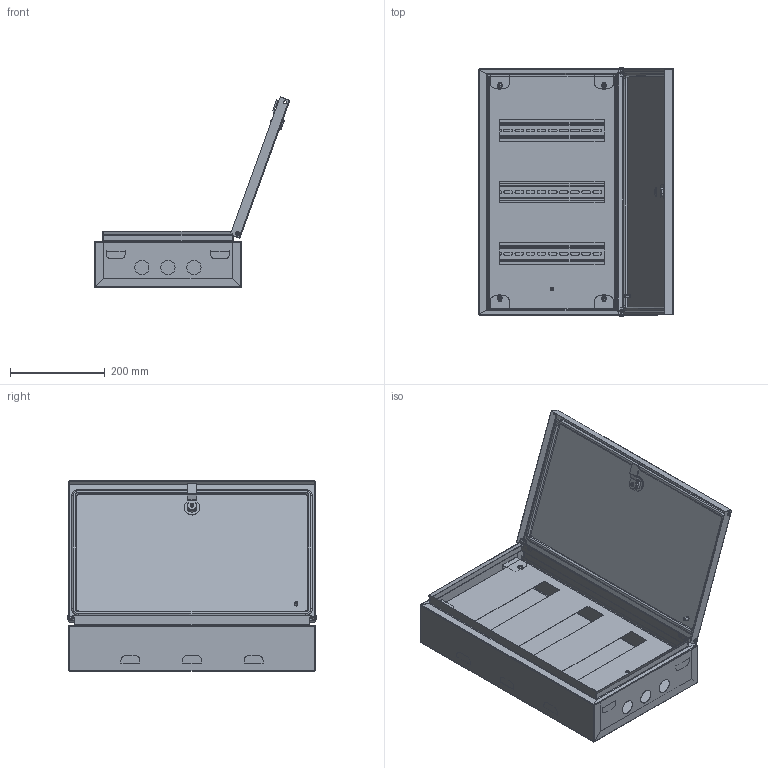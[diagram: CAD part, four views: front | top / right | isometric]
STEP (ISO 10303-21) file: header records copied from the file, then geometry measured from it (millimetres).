
FILE_DESCRIPTION (( 'STEP AP214' ), '1' );
FILE_NAME ('昈-1599.00.00.000 捘.STEP', '2018-07-31T10:48:05', ( 'Admin' ), ( '' ), 'SwSTEP 2.0', 'SolidWorks 2017', '' );
FILE_SCHEMA (( 'AUTOMOTIVE_DESIGN' ));
Length unit declared in the file: millimetre
Products named in the file (22): Ïåòëÿ; Ñòåíêà íèæíÿÿ â ñáîðå ÌÈ-1597.01.03.000 ÑÁ; Ñòåíêà íèæíÿÿ ÌÈ-1597.01.03.001; Ñòåíêà âåðõíÿÿ â ñáîðå ÌÈ-1597.01.02.000 ÑÁ; Ñòåíêà âåðõíÿÿ ÌÈ-1597.01.02.001; Ñòåíêà çàäíÿÿ â ñáîðå ÌÈ-1599.01.01.000 ÑÁ; cross ph tapping 968_din_Screw DIN 968-ST4.2x13-C-H-N; ÌÈ-459.03.00.000 Ïàíåëü â ñáîðå; Êðîíøòåéí 40õ40; 昈-459.03.00.001 眈翴錪; Øïèëüêà Ì6õ12; DIN-ðåéêà; Ñòåíêà çàäíÿÿ ÌÈ-1599.01.01.001; pan head cross recess screw_iso_ISO 7045 - M4 x 16 - Z --- 16N; Äâåðü â ñáîðå ÌÈ-1599.02.00.000 ÑÁ; 昈-1599.00.00.000 捘; ﾇ瑟鶴 IP54; Çàêëåïêà öèëèíäðè÷åñêàÿ Ì4 ÑÒ-Á ñ âíóòðåííåé ðåçüáîé_Œ8; ÏÀÊ íà äâåðü ÌÈ-1599; ﾄ粢 ﾌﾈ-1599.02.00.001; Êîðïóñ â ñáîðå ÌÈ-1599.01.00.000 ÑÁ; rivet 02_din_DIN 660-4x8-St-A-3
Assembly tree (50 placements, depth 4):
  昈-1599.00.00.000 捘
    Êîðïóñ â ñáîðå ÌÈ-1599.01.00.000 ÑÁ
      Ñòåíêà çàäíÿÿ â ñáîðå ÌÈ-1599.01.01.000 ÑÁ
        Ñòåíêà çàäíÿÿ ÌÈ-1599.01.01.001
        Øïèëüêà Ì6õ12
        Êðîíøòåéí 40õ40  x7
      Ñòåíêà âåðõíÿÿ â ñáîðå ÌÈ-1597.01.02.000 ÑÁ
        Ñòåíêà âåðõíÿÿ ÌÈ-1597.01.02.001
        Êðîíøòåéí 40õ40  x2
      Ñòåíêà íèæíÿÿ â ñáîðå ÌÈ-1597.01.03.000 ÑÁ
        Ñòåíêà íèæíÿÿ ÌÈ-1597.01.03.001
        Êðîíøòåéí 40õ40  x2
      Ïåòëÿ  x2
      rivet 02_din_DIN 660-4x8-St-A-3  x4
    Äâåðü â ñáîðå ÌÈ-1599.02.00.000 ÑÁ
      ﾄ粢 ﾌﾈ-1599.02.00.001
      ÏÀÊ íà äâåðü ÌÈ-1599
      Øïèëüêà Ì6õ12
      Çàêëåïêà öèëèíäðè÷åñêàÿ Ì4 ÑÒ-Á ñ âíóòðåííåé ðåçüáîé_Œ8  x2
      ﾇ瑟鶴 IP54
    pan head cross recess screw_iso_ISO 7045 - M4 x 16 - Z --- 16N  x2
    DIN-ðåéêà  x3
    ÌÈ-459.03.00.000 Ïàíåëü â ñáîðå
      昈-459.03.00.001 眈翴錪
      Øïèëüêà Ì6õ12
    cross ph tapping 968_din_Screw DIN 968-ST4.2x13-C-H-N  x10
Bounding box: 411.69 x 527.64 x 402.12 mm (x, y, z)
Volume: 658004.7 mm3; surface area: 1557312.7 mm2
Topology: 47 solids, 47 shells, 1647 faces, 4248 edges, 2705 vertices
Faces by surface type: plane 897, cylinder 490, bspline 128, cone 62, torus 44, sphere 26
Entity records: 29393 total; most frequent: CARTESIAN_POINT 8052, ORIENTED_EDGE 4232, DIRECTION 4156, EDGE_CURVE 2116, AXIS2_PLACEMENT_3D 1401, LINE 1354, VECTOR 1354, VERTEX_POINT 1325
